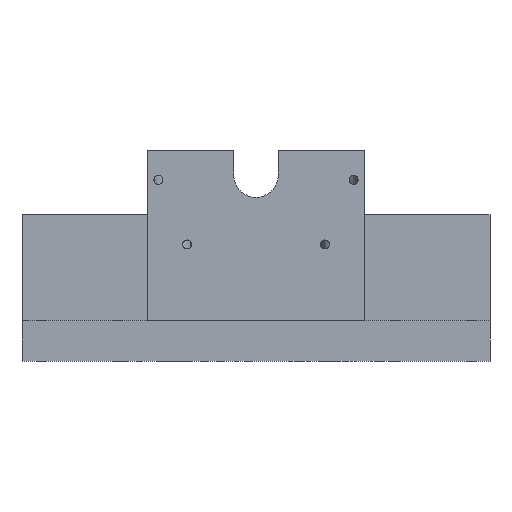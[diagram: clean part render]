
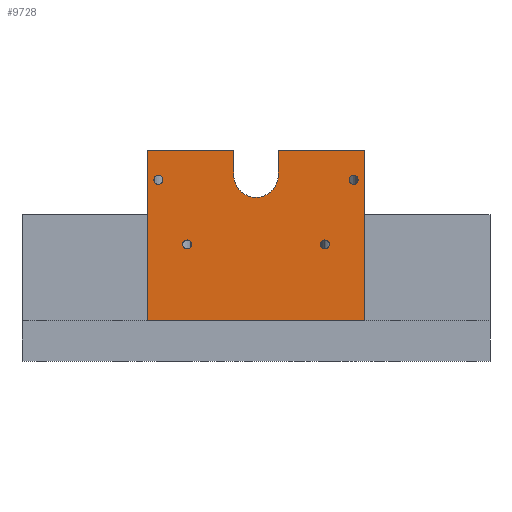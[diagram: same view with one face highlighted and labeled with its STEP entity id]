
A CAD part, front view. The second image highlights one B-rep face of the part: STEP entity #9728.
In plain terms, the highlighted planar face has unit normal (0, -1, 0).
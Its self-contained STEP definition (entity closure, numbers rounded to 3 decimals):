
#447 = CARTESIAN_POINT ( 'NONE',  ( -26.966, 39.5, 42.998 ) ) ;
#571 = EDGE_CURVE ( 'NONE', #3538, #9282, #5836, .T. ) ;
#578 = DIRECTION ( 'NONE',  ( 0., -1., 0. ) ) ;
#617 = EDGE_CURVE ( 'NONE', #15496, #3538, #21757, .T. ) ;
#626 = DIRECTION ( 'NONE',  ( 1., 0., 0. ) ) ;
#780 = FACE_BOUND ( 'NONE', #21992, .T. ) ;
#973 = CARTESIAN_POINT ( 'NONE',  ( 40., 39.5, 15. ) ) ;
#1086 = CARTESIAN_POINT ( 'NONE',  ( -40., 39.5, 15. ) ) ;
#1148 = LINE ( 'NONE', #1287, #27709 ) ;
#1236 = CARTESIAN_POINT ( 'NONE',  ( -25.316, 39.5, 42.998 ) ) ;
#1287 = CARTESIAN_POINT ( 'NONE',  ( 8.2, 39.5, 77.5 ) ) ;
#1297 = DIRECTION ( 'NONE',  ( 1., 0., 0. ) ) ;
#1327 = DIRECTION ( 'NONE',  ( 0., -1., 0. ) ) ;
#1660 = DIRECTION ( 'NONE',  ( 0., -1., 0. ) ) ;
#1707 = EDGE_CURVE ( 'NONE', #9468, #29138, #29270, .T. ) ;
#1858 = CIRCLE ( 'NONE', #14013, 1.65 ) ;
#1970 = AXIS2_PLACEMENT_3D ( 'NONE', #22131, #24532, #1297 ) ;
#2158 = DIRECTION ( 'NONE',  ( 0., 0., 1. ) ) ;
#2672 = AXIS2_PLACEMENT_3D ( 'NONE', #4090, #13377, #13677 ) ;
#2909 = ORIENTED_EDGE ( 'NONE', *, *, #10317, .F. ) ;
#3128 = DIRECTION ( 'NONE',  ( 0., -1., 0. ) ) ;
#3184 = DIRECTION ( 'NONE',  ( 1., 0., 0. ) ) ;
#3536 = AXIS2_PLACEMENT_3D ( 'NONE', #1236, #7503, #17414 ) ;
#3538 = VERTEX_POINT ( 'NONE', #973 ) ;
#4012 = CARTESIAN_POINT ( 'NONE',  ( -23.666, 39.5, 42.998 ) ) ;
#4090 = CARTESIAN_POINT ( 'NONE',  ( 25.316, 39.5, 42.998 ) ) ;
#4411 = CARTESIAN_POINT ( 'NONE',  ( 26.966, 39.5, 42.998 ) ) ;
#4724 = VERTEX_POINT ( 'NONE', #447 ) ;
#4778 = DIRECTION ( 'NONE',  ( 0., -1., 0. ) ) ;
#5073 = DIRECTION ( 'NONE',  ( 0., -1., 0. ) ) ;
#5797 = DIRECTION ( 'NONE',  ( 0., 0., -1. ) ) ;
#5836 = LINE ( 'NONE', #21916, #15081 ) ;
#5915 = CARTESIAN_POINT ( 'NONE',  ( 40., 39.5, 77.5 ) ) ;
#5939 = ORIENTED_EDGE ( 'NONE', *, *, #18505, .F. ) ;
#6400 = DIRECTION ( 'NONE',  ( 1., 0., 0. ) ) ;
#6598 = CARTESIAN_POINT ( 'NONE',  ( 8.2, 39.5, 68.5 ) ) ;
#6699 = EDGE_CURVE ( 'NONE', #7539, #29724, #20580, .T. ) ;
#7079 = AXIS2_PLACEMENT_3D ( 'NONE', #13079, #8786, #17642 ) ;
#7352 = FACE_OUTER_BOUND ( 'NONE', #19502, .T. ) ;
#7409 = LINE ( 'NONE', #16239, #17608 ) ;
#7503 = DIRECTION ( 'NONE',  ( 0., -1., 0. ) ) ;
#7537 = CARTESIAN_POINT ( 'NONE',  ( -8.2, 39.5, 77.5 ) ) ;
#7539 = VERTEX_POINT ( 'NONE', #24248 ) ;
#7906 = CARTESIAN_POINT ( 'NONE',  ( -8.2, 39.5, 77.5 ) ) ;
#7948 = PLANE ( 'NONE',  #10949 ) ;
#8188 = EDGE_LOOP ( 'NONE', ( #8941, #12432 ) ) ;
#8648 = CIRCLE ( 'NONE', #12543, 8.2 ) ;
#8660 = VECTOR ( 'NONE', #5797, 1000. ) ;
#8786 = DIRECTION ( 'NONE',  ( 0., -1., 0. ) ) ;
#8827 = ORIENTED_EDGE ( 'NONE', *, *, #30004, .F. ) ;
#8941 = ORIENTED_EDGE ( 'NONE', *, *, #1707, .F. ) ;
#9029 = VERTEX_POINT ( 'NONE', #11306 ) ;
#9226 = VERTEX_POINT ( 'NONE', #19805 ) ;
#9282 = VERTEX_POINT ( 'NONE', #1086 ) ;
#9301 = AXIS2_PLACEMENT_3D ( 'NONE', #23922, #3128, #12401 ) ;
#9370 = DIRECTION ( 'NONE',  ( 1., 0., 0. ) ) ;
#9468 = VERTEX_POINT ( 'NONE', #4411 ) ;
#9705 = VECTOR ( 'NONE', #15106, 1000. ) ;
#9728 = ADVANCED_FACE ( 'NONE', ( #28701, #14964, #780, #16948, #7352 ), #7948, .T. ) ;
#9967 = DIRECTION ( 'NONE',  ( 0., 0., 1. ) ) ;
#9986 = CIRCLE ( 'NONE', #7079, 1.65 ) ;
#10130 = LINE ( 'NONE', #19567, #17160 ) ;
#10317 = EDGE_CURVE ( 'NONE', #22353, #26425, #9986, .T. ) ;
#10358 = DIRECTION ( 'NONE',  ( -1., 0., 0. ) ) ;
#10949 = AXIS2_PLACEMENT_3D ( 'NONE', #23738, #5073, #626 ) ;
#11306 = CARTESIAN_POINT ( 'NONE',  ( -40., 39.5, 77.5 ) ) ;
#11660 = CARTESIAN_POINT ( 'NONE',  ( 34.241, 39.5, 66.75 ) ) ;
#11769 = CARTESIAN_POINT ( 'NONE',  ( 37.541, 39.5, 66.75 ) ) ;
#12383 = EDGE_CURVE ( 'NONE', #9226, #7539, #8648, .T. ) ;
#12401 = DIRECTION ( 'NONE',  ( 1., 0., 0. ) ) ;
#12432 = ORIENTED_EDGE ( 'NONE', *, *, #25942, .F. ) ;
#12543 = AXIS2_PLACEMENT_3D ( 'NONE', #29239, #1327, #24272 ) ;
#12693 = EDGE_LOOP ( 'NONE', ( #2909, #26607 ) ) ;
#12780 = CARTESIAN_POINT ( 'NONE',  ( 35.891, 39.5, 66.75 ) ) ;
#12803 = CIRCLE ( 'NONE', #28719, 1.65 ) ;
#13079 = CARTESIAN_POINT ( 'NONE',  ( 35.891, 39.5, 66.75 ) ) ;
#13377 = DIRECTION ( 'NONE',  ( 0., -1., 0. ) ) ;
#13677 = DIRECTION ( 'NONE',  ( 1., 0., 0. ) ) ;
#13756 = DIRECTION ( 'NONE',  ( 1., 0., 0. ) ) ;
#13996 = CARTESIAN_POINT ( 'NONE',  ( -35.891, 39.5, 66.75 ) ) ;
#14013 = AXIS2_PLACEMENT_3D ( 'NONE', #12780, #578, #3184 ) ;
#14374 = EDGE_CURVE ( 'NONE', #26425, #22353, #1858, .T. ) ;
#14387 = EDGE_CURVE ( 'NONE', #25712, #9226, #19607, .T. ) ;
#14458 = CARTESIAN_POINT ( 'NONE',  ( 23.666, 39.5, 42.998 ) ) ;
#14964 = FACE_BOUND ( 'NONE', #8188, .T. ) ;
#15081 = VECTOR ( 'NONE', #10358, 1000. ) ;
#15106 = DIRECTION ( 'NONE',  ( 0., 0., -1. ) ) ;
#15119 = CIRCLE ( 'NONE', #1970, 1.65 ) ;
#15496 = VERTEX_POINT ( 'NONE', #5915 ) ;
#15953 = EDGE_LOOP ( 'NONE', ( #5939, #8827 ) ) ;
#16239 = CARTESIAN_POINT ( 'NONE',  ( -40., 39.5, 77.5 ) ) ;
#16854 = ORIENTED_EDGE ( 'NONE', *, *, #18131, .F. ) ;
#16948 = FACE_BOUND ( 'NONE', #15953, .T. ) ;
#17160 = VECTOR ( 'NONE', #9967, 1000. ) ;
#17169 = DIRECTION ( 'NONE',  ( 1., 0., 0. ) ) ;
#17414 = DIRECTION ( 'NONE',  ( 1., 0., 0. ) ) ;
#17608 = VECTOR ( 'NONE', #9370, 1000. ) ;
#17642 = DIRECTION ( 'NONE',  ( 1., 0., 0. ) ) ;
#17894 = VECTOR ( 'NONE', #2158, 1000. ) ;
#18131 = EDGE_CURVE ( 'NONE', #9282, #9029, #10130, .T. ) ;
#18505 = EDGE_CURVE ( 'NONE', #26737, #23347, #12803, .T. ) ;
#18826 = EDGE_CURVE ( 'NONE', #9029, #25712, #7409, .T. ) ;
#18961 = EDGE_CURVE ( 'NONE', #29724, #15496, #1148, .T. ) ;
#19212 = ORIENTED_EDGE ( 'NONE', *, *, #18961, .F. ) ;
#19502 = EDGE_LOOP ( 'NONE', ( #26305, #19212, #23109, #20572, #20059, #20302, #16854, #26899 ) ) ;
#19567 = CARTESIAN_POINT ( 'NONE',  ( -40., 39.5, 15. ) ) ;
#19607 = LINE ( 'NONE', #7906, #8660 ) ;
#19805 = CARTESIAN_POINT ( 'NONE',  ( -8.2, 39.5, 68.5 ) ) ;
#19849 = CARTESIAN_POINT ( 'NONE',  ( -37.541, 39.5, 66.75 ) ) ;
#20059 = ORIENTED_EDGE ( 'NONE', *, *, #14387, .F. ) ;
#20302 = ORIENTED_EDGE ( 'NONE', *, *, #18826, .F. ) ;
#20572 = ORIENTED_EDGE ( 'NONE', *, *, #12383, .F. ) ;
#20580 = LINE ( 'NONE', #6598, #17894 ) ;
#20959 = CIRCLE ( 'NONE', #9301, 1.65 ) ;
#21757 = LINE ( 'NONE', #26438, #9705 ) ;
#21916 = CARTESIAN_POINT ( 'NONE',  ( 40., 39.5, 15. ) ) ;
#21992 = EDGE_LOOP ( 'NONE', ( #23891, #29646 ) ) ;
#22131 = CARTESIAN_POINT ( 'NONE',  ( -35.891, 39.5, 66.75 ) ) ;
#22353 = VERTEX_POINT ( 'NONE', #11769 ) ;
#22426 = CIRCLE ( 'NONE', #3536, 1.65 ) ;
#23109 = ORIENTED_EDGE ( 'NONE', *, *, #6699, .F. ) ;
#23186 = CARTESIAN_POINT ( 'NONE',  ( 8.2, 39.5, 77.5 ) ) ;
#23347 = VERTEX_POINT ( 'NONE', #19849 ) ;
#23412 = EDGE_CURVE ( 'NONE', #28777, #4724, #26074, .T. ) ;
#23738 = CARTESIAN_POINT ( 'NONE',  ( 0., 39.5, 68.5 ) ) ;
#23891 = ORIENTED_EDGE ( 'NONE', *, *, #23412, .F. ) ;
#23922 = CARTESIAN_POINT ( 'NONE',  ( 25.316, 39.5, 42.998 ) ) ;
#24248 = CARTESIAN_POINT ( 'NONE',  ( 8.2, 39.5, 68.5 ) ) ;
#24272 = DIRECTION ( 'NONE',  ( 1., 0., 0. ) ) ;
#24532 = DIRECTION ( 'NONE',  ( 0., -1., 0. ) ) ;
#25547 = CARTESIAN_POINT ( 'NONE',  ( -25.316, 39.5, 42.998 ) ) ;
#25712 = VERTEX_POINT ( 'NONE', #7537 ) ;
#25942 = EDGE_CURVE ( 'NONE', #29138, #9468, #20959, .T. ) ;
#26074 = CIRCLE ( 'NONE', #28479, 1.65 ) ;
#26151 = EDGE_CURVE ( 'NONE', #4724, #28777, #22426, .T. ) ;
#26305 = ORIENTED_EDGE ( 'NONE', *, *, #617, .F. ) ;
#26425 = VERTEX_POINT ( 'NONE', #11660 ) ;
#26438 = CARTESIAN_POINT ( 'NONE',  ( 40., 39.5, 77.5 ) ) ;
#26607 = ORIENTED_EDGE ( 'NONE', *, *, #14374, .F. ) ;
#26737 = VERTEX_POINT ( 'NONE', #29202 ) ;
#26899 = ORIENTED_EDGE ( 'NONE', *, *, #571, .F. ) ;
#27709 = VECTOR ( 'NONE', #17169, 1000. ) ;
#28479 = AXIS2_PLACEMENT_3D ( 'NONE', #25547, #4778, #13756 ) ;
#28701 = FACE_BOUND ( 'NONE', #12693, .T. ) ;
#28719 = AXIS2_PLACEMENT_3D ( 'NONE', #13996, #1660, #6400 ) ;
#28777 = VERTEX_POINT ( 'NONE', #4012 ) ;
#29138 = VERTEX_POINT ( 'NONE', #14458 ) ;
#29202 = CARTESIAN_POINT ( 'NONE',  ( -34.241, 39.5, 66.75 ) ) ;
#29239 = CARTESIAN_POINT ( 'NONE',  ( 0., 39.5, 68.5 ) ) ;
#29270 = CIRCLE ( 'NONE', #2672, 1.65 ) ;
#29646 = ORIENTED_EDGE ( 'NONE', *, *, #26151, .F. ) ;
#29724 = VERTEX_POINT ( 'NONE', #23186 ) ;
#30004 = EDGE_CURVE ( 'NONE', #23347, #26737, #15119, .T. ) ;
